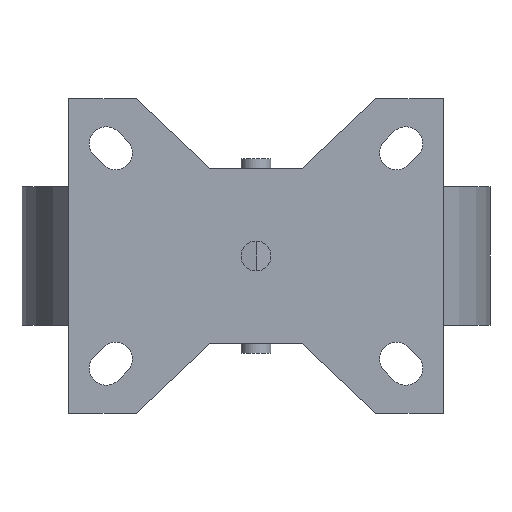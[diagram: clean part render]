
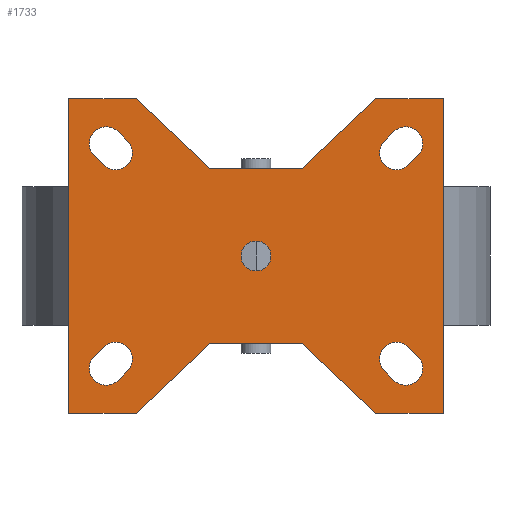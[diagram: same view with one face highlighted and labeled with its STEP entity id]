
A CAD part, front view. The second image highlights one B-rep face of the part: STEP entity #1733.
In plain terms, the highlighted planar face has unit normal (0, -1, 0).
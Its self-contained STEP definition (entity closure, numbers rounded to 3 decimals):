
#378=DIRECTION('',(-0.725,0.,-0.688));
#379=VECTOR('',#378,26.879);
#380=CARTESIAN_POINT('',(-12.5,0.,-23.5));
#381=LINE('',#380,#379);
#385=DIRECTION('',(-1.,0.,0.));
#386=VECTOR('',#385,18.);
#387=CARTESIAN_POINT('',(-32.,0.,-42.));
#388=LINE('',#387,#386);
#392=DIRECTION('',(0.,0.,1.));
#393=VECTOR('',#392,84.);
#394=CARTESIAN_POINT('',(-50.,0.,-42.));
#395=LINE('',#394,#393);
#399=DIRECTION('',(1.,0.,0.));
#400=VECTOR('',#399,18.);
#401=CARTESIAN_POINT('',(-50.,0.,42.));
#402=LINE('',#401,#400);
#406=DIRECTION('',(0.725,0.,-0.688));
#407=VECTOR('',#406,26.879);
#408=CARTESIAN_POINT('',(-32.,0.,42.));
#409=LINE('',#408,#407);
#413=DIRECTION('',(1.,0.,0.));
#414=VECTOR('',#413,25.);
#415=CARTESIAN_POINT('',(-12.5,0.,23.5));
#416=LINE('',#415,#414);
#420=DIRECTION('',(0.725,0.,0.688));
#421=VECTOR('',#420,26.879);
#422=CARTESIAN_POINT('',(12.5,0.,23.5));
#423=LINE('',#422,#421);
#427=DIRECTION('',(1.,0.,0.));
#428=VECTOR('',#427,18.);
#429=CARTESIAN_POINT('',(32.,0.,42.));
#430=LINE('',#429,#428);
#434=DIRECTION('',(0.,0.,-1.));
#435=VECTOR('',#434,84.);
#436=CARTESIAN_POINT('',(50.,0.,42.));
#437=LINE('',#436,#435);
#441=DIRECTION('',(-1.,0.,0.));
#442=VECTOR('',#441,18.);
#443=CARTESIAN_POINT('',(50.,0.,-42.));
#444=LINE('',#443,#442);
#448=DIRECTION('',(-0.725,0.,0.688));
#449=VECTOR('',#448,26.879);
#450=CARTESIAN_POINT('',(32.,0.,-42.));
#451=LINE('',#450,#449);
#455=DIRECTION('',(-1.,0.,0.));
#456=VECTOR('',#455,25.);
#457=CARTESIAN_POINT('',(12.5,0.,-23.5));
#458=LINE('',#457,#456);
#462=CARTESIAN_POINT('',(0.,0.,0.));
#463=DIRECTION('',(0.,1.,0.));
#464=DIRECTION('',(1.,0.,0.));
#465=AXIS2_PLACEMENT_3D('',#462,#463,#464);
#470=CARTESIAN_POINT('',(0.,0.,0.));
#471=DIRECTION('',(0.,1.,0.));
#472=DIRECTION('',(-1.,0.,0.));
#473=AXIS2_PLACEMENT_3D('',#470,#471,#472);
#478=DIRECTION('',(0.707,0.,0.707));
#479=VECTOR('',#478,3.536);
#480=CARTESIAN_POINT('',(-43.182,0.,-26.818));
#481=LINE('',#480,#479);
#485=CARTESIAN_POINT('',(-40.,0.,-30.));
#486=DIRECTION('',(0.,1.,0.));
#487=DIRECTION('',(0.707,0.,-0.707));
#488=AXIS2_PLACEMENT_3D('',#485,#486,#487);
#493=DIRECTION('',(-0.707,0.,-0.707));
#494=VECTOR('',#493,3.536);
#495=CARTESIAN_POINT('',(-34.318,0.,-30.682));
#496=LINE('',#495,#494);
#500=CARTESIAN_POINT('',(-37.5,0.,-27.5));
#501=DIRECTION('',(0.,1.,0.));
#502=DIRECTION('',(-0.707,0.,0.707));
#503=AXIS2_PLACEMENT_3D('',#500,#501,#502);
#508=DIRECTION('',(-0.707,0.,0.707));
#509=VECTOR('',#508,3.536);
#510=CARTESIAN_POINT('',(36.818,0.,-33.182));
#511=LINE('',#510,#509);
#515=CARTESIAN_POINT('',(40.,0.,-30.));
#516=DIRECTION('',(0.,1.,0.));
#517=DIRECTION('',(0.707,0.,0.707));
#518=AXIS2_PLACEMENT_3D('',#515,#516,#517);
#523=DIRECTION('',(0.707,0.,-0.707));
#524=VECTOR('',#523,3.536);
#525=CARTESIAN_POINT('',(40.682,0.,-24.318));
#526=LINE('',#525,#524);
#530=CARTESIAN_POINT('',(37.5,0.,-27.5));
#531=DIRECTION('',(0.,1.,0.));
#532=DIRECTION('',(-0.707,0.,-0.707));
#533=AXIS2_PLACEMENT_3D('',#530,#531,#532);
#538=CARTESIAN_POINT('',(37.5,0.,27.5));
#539=DIRECTION('',(0.,1.,0.));
#540=DIRECTION('',(0.707,0.,-0.707));
#541=AXIS2_PLACEMENT_3D('',#538,#539,#540);
#546=DIRECTION('',(-0.707,0.,-0.707));
#547=VECTOR('',#546,3.536);
#548=CARTESIAN_POINT('',(43.182,0.,26.818));
#549=LINE('',#548,#547);
#553=CARTESIAN_POINT('',(40.,0.,30.));
#554=DIRECTION('',(0.,1.,0.));
#555=DIRECTION('',(-0.707,0.,0.707));
#556=AXIS2_PLACEMENT_3D('',#553,#554,#555);
#561=DIRECTION('',(0.707,0.,0.707));
#562=VECTOR('',#561,3.536);
#563=CARTESIAN_POINT('',(34.318,0.,30.682));
#564=LINE('',#563,#562);
#568=DIRECTION('',(0.707,0.,-0.707));
#569=VECTOR('',#568,3.536);
#570=CARTESIAN_POINT('',(-36.818,0.,33.182));
#571=LINE('',#570,#569);
#575=CARTESIAN_POINT('',(-40.,0.,30.));
#576=DIRECTION('',(0.,1.,0.));
#577=DIRECTION('',(-0.707,0.,-0.707));
#578=AXIS2_PLACEMENT_3D('',#575,#576,#577);
#583=DIRECTION('',(-0.707,0.,0.707));
#584=VECTOR('',#583,3.536);
#585=CARTESIAN_POINT('',(-40.682,0.,24.318));
#586=LINE('',#585,#584);
#590=CARTESIAN_POINT('',(-37.5,0.,27.5));
#591=DIRECTION('',(0.,1.,0.));
#592=DIRECTION('',(0.707,0.,0.707));
#593=AXIS2_PLACEMENT_3D('',#590,#591,#592);
#1456=CARTESIAN_POINT('',(-12.5,0.,-23.5));
#1457=CARTESIAN_POINT('',(-32.,0.,-42.));
#1458=VERTEX_POINT('',#1456);
#1459=VERTEX_POINT('',#1457);
#1460=CARTESIAN_POINT('',(-50.,0.,-42.));
#1461=VERTEX_POINT('',#1460);
#1462=CARTESIAN_POINT('',(-50.,0.,42.));
#1463=VERTEX_POINT('',#1462);
#1464=CARTESIAN_POINT('',(-32.,0.,42.));
#1465=VERTEX_POINT('',#1464);
#1466=CARTESIAN_POINT('',(-12.5,0.,23.5));
#1467=VERTEX_POINT('',#1466);
#1468=CARTESIAN_POINT('',(12.5,0.,23.5));
#1469=VERTEX_POINT('',#1468);
#1470=CARTESIAN_POINT('',(32.,0.,42.));
#1471=VERTEX_POINT('',#1470);
#1472=CARTESIAN_POINT('',(50.,0.,42.));
#1473=VERTEX_POINT('',#1472);
#1474=CARTESIAN_POINT('',(50.,0.,-42.));
#1475=VERTEX_POINT('',#1474);
#1476=CARTESIAN_POINT('',(32.,0.,-42.));
#1477=VERTEX_POINT('',#1476);
#1478=CARTESIAN_POINT('',(12.5,0.,-23.5));
#1479=VERTEX_POINT('',#1478);
#1584=CARTESIAN_POINT('',(4.,0.,0.));
#1585=CARTESIAN_POINT('',(-4.,0.,0.));
#1586=VERTEX_POINT('',#1584);
#1587=VERTEX_POINT('',#1585);
#1592=CARTESIAN_POINT('',(-43.182,0.,-26.818));
#1593=CARTESIAN_POINT('',(-40.682,0.,-24.318));
#1594=VERTEX_POINT('',#1592);
#1595=VERTEX_POINT('',#1593);
#1596=CARTESIAN_POINT('',(-34.318,0.,-30.682));
#1597=VERTEX_POINT('',#1596);
#1598=CARTESIAN_POINT('',(-36.818,0.,-33.182));
#1599=VERTEX_POINT('',#1598);
#1600=CARTESIAN_POINT('',(36.818,0.,-33.182));
#1601=CARTESIAN_POINT('',(34.318,0.,-30.682));
#1602=VERTEX_POINT('',#1600);
#1603=VERTEX_POINT('',#1601);
#1604=CARTESIAN_POINT('',(40.682,0.,-24.318));
#1605=VERTEX_POINT('',#1604);
#1606=CARTESIAN_POINT('',(43.182,0.,-26.818));
#1607=VERTEX_POINT('',#1606);
#1608=CARTESIAN_POINT('',(40.682,0.,24.318));
#1609=CARTESIAN_POINT('',(34.318,0.,30.682));
#1610=VERTEX_POINT('',#1608);
#1611=VERTEX_POINT('',#1609);
#1612=CARTESIAN_POINT('',(36.818,0.,33.182));
#1613=VERTEX_POINT('',#1612);
#1614=CARTESIAN_POINT('',(43.182,0.,26.818));
#1615=VERTEX_POINT('',#1614);
#1616=CARTESIAN_POINT('',(-36.818,0.,33.182));
#1617=CARTESIAN_POINT('',(-34.318,0.,30.682));
#1618=VERTEX_POINT('',#1616);
#1619=VERTEX_POINT('',#1617);
#1620=CARTESIAN_POINT('',(-40.682,0.,24.318));
#1621=VERTEX_POINT('',#1620);
#1622=CARTESIAN_POINT('',(-43.182,0.,26.818));
#1623=VERTEX_POINT('',#1622);
#1656=CARTESIAN_POINT('',(0.,0.,0.));
#1657=DIRECTION('',(0.,1.,0.));
#1658=DIRECTION('',(1.,0.,0.));
#1659=AXIS2_PLACEMENT_3D('',#1656,#1657,#1658);
#1660=PLANE('',#1659);
#1662=ORIENTED_EDGE('',*,*,#1661,.T.);
#1664=ORIENTED_EDGE('',*,*,#1663,.T.);
#1666=ORIENTED_EDGE('',*,*,#1665,.T.);
#1668=ORIENTED_EDGE('',*,*,#1667,.T.);
#1670=ORIENTED_EDGE('',*,*,#1669,.T.);
#1672=ORIENTED_EDGE('',*,*,#1671,.T.);
#1674=ORIENTED_EDGE('',*,*,#1673,.T.);
#1676=ORIENTED_EDGE('',*,*,#1675,.T.);
#1678=ORIENTED_EDGE('',*,*,#1677,.T.);
#1680=ORIENTED_EDGE('',*,*,#1679,.T.);
#1682=ORIENTED_EDGE('',*,*,#1681,.T.);
#1684=ORIENTED_EDGE('',*,*,#1683,.T.);
#1685=EDGE_LOOP('',(#1662,#1664,#1666,#1668,#1670,#1672,#1674,#1676,#1678,#1680,
#1682,#1684));
#1686=FACE_OUTER_BOUND('',#1685,.F.);
#1688=ORIENTED_EDGE('',*,*,#1687,.F.);
#1690=ORIENTED_EDGE('',*,*,#1689,.F.);
#1691=EDGE_LOOP('',(#1688,#1690));
#1692=FACE_BOUND('',#1691,.F.);
#1694=ORIENTED_EDGE('',*,*,#1693,.F.);
#1696=ORIENTED_EDGE('',*,*,#1695,.F.);
#1698=ORIENTED_EDGE('',*,*,#1697,.F.);
#1700=ORIENTED_EDGE('',*,*,#1699,.F.);
#1701=EDGE_LOOP('',(#1694,#1696,#1698,#1700));
#1702=FACE_BOUND('',#1701,.F.);
#1704=ORIENTED_EDGE('',*,*,#1703,.F.);
#1706=ORIENTED_EDGE('',*,*,#1705,.F.);
#1708=ORIENTED_EDGE('',*,*,#1707,.F.);
#1710=ORIENTED_EDGE('',*,*,#1709,.F.);
#1711=EDGE_LOOP('',(#1704,#1706,#1708,#1710));
#1712=FACE_BOUND('',#1711,.F.);
#1714=ORIENTED_EDGE('',*,*,#1713,.F.);
#1716=ORIENTED_EDGE('',*,*,#1715,.F.);
#1718=ORIENTED_EDGE('',*,*,#1717,.F.);
#1720=ORIENTED_EDGE('',*,*,#1719,.F.);
#1721=EDGE_LOOP('',(#1714,#1716,#1718,#1720));
#1722=FACE_BOUND('',#1721,.F.);
#1724=ORIENTED_EDGE('',*,*,#1723,.F.);
#1726=ORIENTED_EDGE('',*,*,#1725,.F.);
#1728=ORIENTED_EDGE('',*,*,#1727,.F.);
#1730=ORIENTED_EDGE('',*,*,#1729,.F.);
#1731=EDGE_LOOP('',(#1724,#1726,#1728,#1730));
#1732=FACE_BOUND('',#1731,.F.);
#466=CIRCLE('',#465,4.);
#474=CIRCLE('',#473,4.);
#489=CIRCLE('',#488,4.5);
#504=CIRCLE('',#503,4.5);
#519=CIRCLE('',#518,4.5);
#534=CIRCLE('',#533,4.5);
#542=CIRCLE('',#541,4.5);
#557=CIRCLE('',#556,4.5);
#579=CIRCLE('',#578,4.5);
#594=CIRCLE('',#593,4.5);
#1661=EDGE_CURVE('',#1458,#1459,#381,.T.);
#1663=EDGE_CURVE('',#1459,#1461,#388,.T.);
#1665=EDGE_CURVE('',#1461,#1463,#395,.T.);
#1667=EDGE_CURVE('',#1463,#1465,#402,.T.);
#1669=EDGE_CURVE('',#1465,#1467,#409,.T.);
#1671=EDGE_CURVE('',#1467,#1469,#416,.T.);
#1673=EDGE_CURVE('',#1469,#1471,#423,.T.);
#1675=EDGE_CURVE('',#1471,#1473,#430,.T.);
#1677=EDGE_CURVE('',#1473,#1475,#437,.T.);
#1679=EDGE_CURVE('',#1475,#1477,#444,.T.);
#1681=EDGE_CURVE('',#1477,#1479,#451,.T.);
#1683=EDGE_CURVE('',#1479,#1458,#458,.T.);
#1687=EDGE_CURVE('',#1586,#1587,#466,.T.);
#1689=EDGE_CURVE('',#1587,#1586,#474,.T.);
#1693=EDGE_CURVE('',#1594,#1595,#481,.T.);
#1695=EDGE_CURVE('',#1599,#1594,#489,.T.);
#1697=EDGE_CURVE('',#1597,#1599,#496,.T.);
#1699=EDGE_CURVE('',#1595,#1597,#504,.T.);
#1703=EDGE_CURVE('',#1602,#1603,#511,.T.);
#1705=EDGE_CURVE('',#1607,#1602,#519,.T.);
#1707=EDGE_CURVE('',#1605,#1607,#526,.T.);
#1709=EDGE_CURVE('',#1603,#1605,#534,.T.);
#1713=EDGE_CURVE('',#1610,#1611,#542,.T.);
#1715=EDGE_CURVE('',#1615,#1610,#549,.T.);
#1717=EDGE_CURVE('',#1613,#1615,#557,.T.);
#1719=EDGE_CURVE('',#1611,#1613,#564,.T.);
#1723=EDGE_CURVE('',#1618,#1619,#571,.T.);
#1725=EDGE_CURVE('',#1623,#1618,#579,.T.);
#1727=EDGE_CURVE('',#1621,#1623,#586,.T.);
#1729=EDGE_CURVE('',#1619,#1621,#594,.T.);
#1733=ADVANCED_FACE('',(#1686,#1692,#1702,#1712,#1722,#1732),#1660,.F.);
